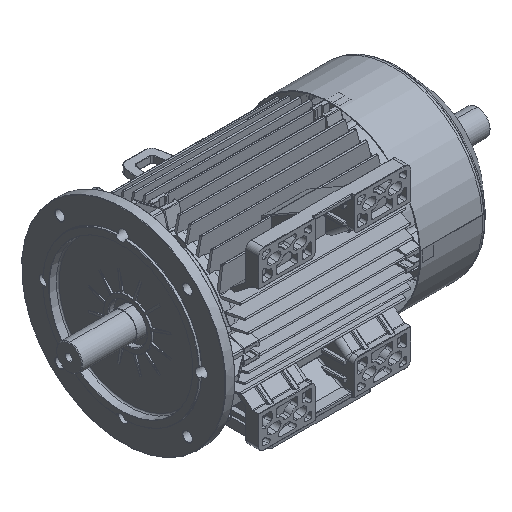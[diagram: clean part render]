
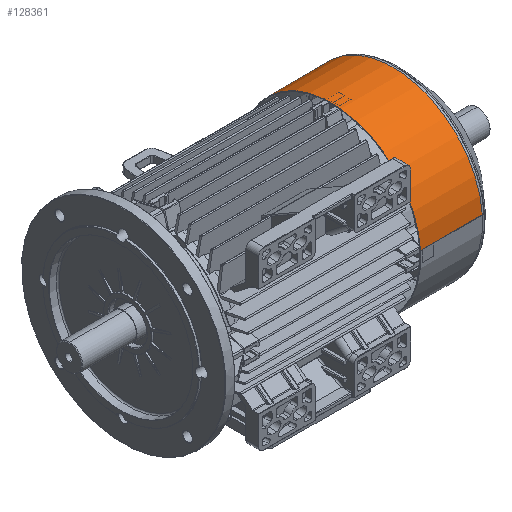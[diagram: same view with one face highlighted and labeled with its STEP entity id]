
A CAD part, isometric view. The second image highlights one B-rep face of the part: STEP entity #128361.
In plain terms, the highlighted cylindrical face has radius 131.5 mm (diameter 263 mm), a partial arc.
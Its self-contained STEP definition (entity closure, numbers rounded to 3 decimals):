
#6393 = DIRECTION ( 'NONE',  ( -1., 0., 0. ) ) ;
#13118 = CARTESIAN_POINT ( 'NONE',  ( 0., 0., -131.5 ) ) ;
#15930 = CARTESIAN_POINT ( 'NONE',  ( 90.538, 0., 0. ) ) ;
#16949 = ORIENTED_EDGE ( 'NONE', *, *, #105245, .T. ) ;
#17273 = CARTESIAN_POINT ( 'NONE',  ( 0., 0., 131.5 ) ) ;
#22557 = VECTOR ( 'NONE', #6393, 1000. ) ;
#27703 = AXIS2_PLACEMENT_3D ( 'NONE', #58914, #168147, #106719 ) ;
#30093 = EDGE_LOOP ( 'NONE', ( #184064, #16949, #94397, #76248 ) ) ;
#31127 = CARTESIAN_POINT ( 'NONE',  ( 90.538, 0., 131.5 ) ) ;
#54290 = LINE ( 'NONE', #147875, #22557 ) ;
#57795 = VERTEX_POINT ( 'NONE', #31127 ) ;
#58914 = CARTESIAN_POINT ( 'NONE',  ( 0., 0., 0. ) ) ;
#60189 = VERTEX_POINT ( 'NONE', #105349 ) ;
#63775 = DIRECTION ( 'NONE',  ( 0., 0., -1. ) ) ;
#65774 = EDGE_CURVE ( 'NONE', #128511, #60189, #123488, .T. ) ;
#76248 = ORIENTED_EDGE ( 'NONE', *, *, #65774, .F. ) ;
#79378 = DIRECTION ( 'NONE',  ( -1., 0., 0. ) ) ;
#92859 = DIRECTION ( 'NONE',  ( -1., 0., 0. ) ) ;
#94397 = ORIENTED_EDGE ( 'NONE', *, *, #195599, .T. ) ;
#100997 = CIRCLE ( 'NONE', #184071, 131.5 ) ;
#103460 = AXIS2_PLACEMENT_3D ( 'NONE', #185429, #92859, #156331 ) ;
#105245 = EDGE_CURVE ( 'NONE', #153137, #57795, #100997, .T. ) ;
#105349 = CARTESIAN_POINT ( 'NONE',  ( 0., 0., 131.5 ) ) ;
#106719 = DIRECTION ( 'NONE',  ( 0., 0., 1. ) ) ;
#110976 = EDGE_CURVE ( 'NONE', #153137, #128511, #54290, .T. ) ;
#123352 = CYLINDRICAL_SURFACE ( 'NONE', #27703, 131.5 ) ;
#123488 = CIRCLE ( 'NONE', #103460, 131.5 ) ;
#128361 = ADVANCED_FACE ( 'NONE', ( #193155 ), #123352, .T. ) ;
#128511 = VERTEX_POINT ( 'NONE', #13118 ) ;
#128558 = DIRECTION ( 'NONE',  ( -1., 0., 0. ) ) ;
#144469 = VECTOR ( 'NONE', #128558, 1000. ) ;
#147875 = CARTESIAN_POINT ( 'NONE',  ( 0., 0., -131.5 ) ) ;
#153137 = VERTEX_POINT ( 'NONE', #156436 ) ;
#156331 = DIRECTION ( 'NONE',  ( 0., 0., 1. ) ) ;
#156436 = CARTESIAN_POINT ( 'NONE',  ( 90.538, 0., -131.5 ) ) ;
#159793 = LINE ( 'NONE', #17273, #144469 ) ;
#168147 = DIRECTION ( 'NONE',  ( -1., 0., 0. ) ) ;
#184064 = ORIENTED_EDGE ( 'NONE', *, *, #110976, .F. ) ;
#184071 = AXIS2_PLACEMENT_3D ( 'NONE', #15930, #79378, #63775 ) ;
#185429 = CARTESIAN_POINT ( 'NONE',  ( 0., 0., 0. ) ) ;
#193155 = FACE_OUTER_BOUND ( 'NONE', #30093, .T. ) ;
#195599 = EDGE_CURVE ( 'NONE', #57795, #60189, #159793, .T. ) ;
